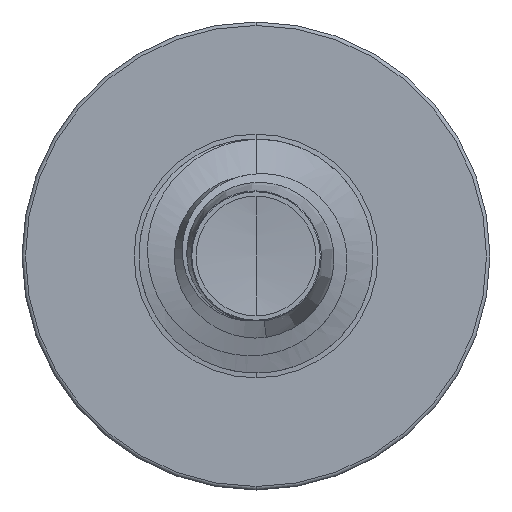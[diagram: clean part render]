
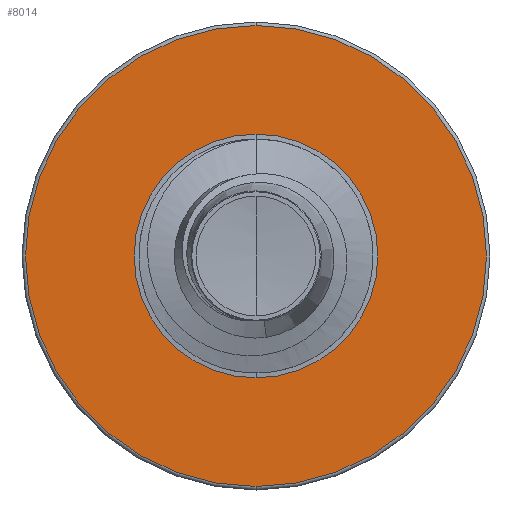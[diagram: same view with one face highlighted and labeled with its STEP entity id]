
A CAD part, front view. The second image highlights one B-rep face of the part: STEP entity #8014.
In plain terms, the highlighted planar face has unit normal (0, -1, 0).
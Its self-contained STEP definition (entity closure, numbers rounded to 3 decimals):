
#371 = AXIS2_PLACEMENT_3D ( 'NONE', #5433, #1483, #6069 ) ;
#674 = ORIENTED_EDGE ( 'NONE', *, *, #714, .F. ) ;
#714 = EDGE_CURVE ( 'NONE', #1534, #5528, #6582, .T. ) ;
#939 = FACE_BOUND ( 'NONE', #5125, .T. ) ;
#1168 = CIRCLE ( 'NONE', #2897, 2.955 ) ;
#1469 = DIRECTION ( 'NONE',  ( 0., 1., 0. ) ) ;
#1483 = DIRECTION ( 'NONE',  ( 0., 1., 0. ) ) ;
#1505 = CARTESIAN_POINT ( 'NONE',  ( 0., 3.5, 1.562 ) ) ;
#1534 = VERTEX_POINT ( 'NONE', #4436 ) ;
#1856 = DIRECTION ( 'NONE',  ( 0., 0., 1. ) ) ;
#2017 = CIRCLE ( 'NONE', #5666, 1.562 ) ;
#2037 = DIRECTION ( 'NONE',  ( 0., 1., 0. ) ) ;
#2173 = EDGE_CURVE ( 'NONE', #4535, #8050, #4438, .T. ) ;
#2543 = FACE_OUTER_BOUND ( 'NONE', #4760, .T. ) ;
#2587 = CARTESIAN_POINT ( 'NONE',  ( 0., 3.5, 0. ) ) ;
#2897 = AXIS2_PLACEMENT_3D ( 'NONE', #5422, #1469, #6062 ) ;
#3137 = ORIENTED_EDGE ( 'NONE', *, *, #2173, .T. ) ;
#3208 = CARTESIAN_POINT ( 'NONE',  ( 0., 3.5, -1.562 ) ) ;
#3255 = DIRECTION ( 'NONE',  ( 0., 0., 1. ) ) ;
#4190 = AXIS2_PLACEMENT_3D ( 'NONE', #5132, #5768, #1856 ) ;
#4262 = DIRECTION ( 'NONE',  ( 0., 0., 1. ) ) ;
#4436 = CARTESIAN_POINT ( 'NONE',  ( 0., 3.5, 2.955 ) ) ;
#4438 = CIRCLE ( 'NONE', #371, 1.562 ) ;
#4535 = VERTEX_POINT ( 'NONE', #1505 ) ;
#4666 = ORIENTED_EDGE ( 'NONE', *, *, #5673, .F. ) ;
#4760 = EDGE_LOOP ( 'NONE', ( #674, #4666 ) ) ;
#5125 = EDGE_LOOP ( 'NONE', ( #3137, #6335 ) ) ;
#5132 = CARTESIAN_POINT ( 'NONE',  ( 0., 3.5, -1.562 ) ) ;
#5178 = AXIS2_PLACEMENT_3D ( 'NONE', #7295, #2037, #4262 ) ;
#5182 = EDGE_CURVE ( 'NONE', #8050, #4535, #2017, .T. ) ;
#5422 = CARTESIAN_POINT ( 'NONE',  ( 0., 3.5, 0. ) ) ;
#5433 = CARTESIAN_POINT ( 'NONE',  ( 0., 3.5, 0. ) ) ;
#5528 = VERTEX_POINT ( 'NONE', #6593 ) ;
#5666 = AXIS2_PLACEMENT_3D ( 'NONE', #2587, #7058, #3255 ) ;
#5673 = EDGE_CURVE ( 'NONE', #5528, #1534, #1168, .T. ) ;
#5768 = DIRECTION ( 'NONE',  ( 0., 1., 0. ) ) ;
#6062 = DIRECTION ( 'NONE',  ( 0., 0., 1. ) ) ;
#6069 = DIRECTION ( 'NONE',  ( 0., 0., 1. ) ) ;
#6335 = ORIENTED_EDGE ( 'NONE', *, *, #5182, .T. ) ;
#6582 = CIRCLE ( 'NONE', #5178, 2.955 ) ;
#6593 = CARTESIAN_POINT ( 'NONE',  ( 0., 3.5, -2.955 ) ) ;
#6962 = PLANE ( 'NONE',  #4190 ) ;
#7058 = DIRECTION ( 'NONE',  ( 0., 1., 0. ) ) ;
#7295 = CARTESIAN_POINT ( 'NONE',  ( 0., 3.5, 0. ) ) ;
#8014 = ADVANCED_FACE ( 'NONE', ( #2543, #939 ), #6962, .F. ) ;
#8050 = VERTEX_POINT ( 'NONE', #3208 ) ;
